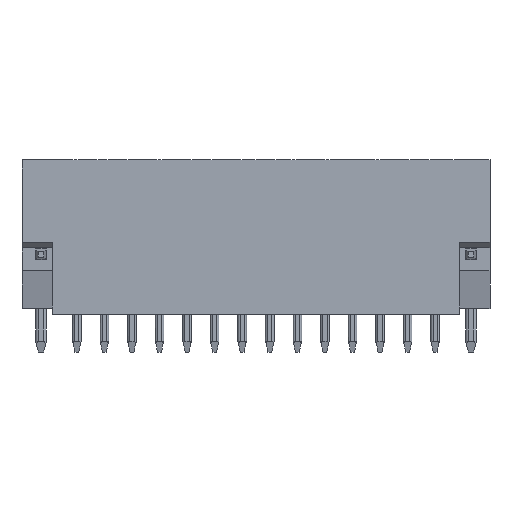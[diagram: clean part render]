
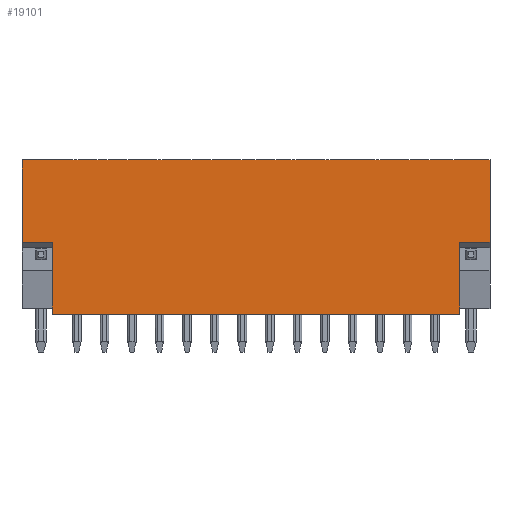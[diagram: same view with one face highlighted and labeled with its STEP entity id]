
A CAD part, left-side view. The second image highlights one B-rep face of the part: STEP entity #19101.
In plain terms, the highlighted planar face has unit normal (-1, 0, 0).
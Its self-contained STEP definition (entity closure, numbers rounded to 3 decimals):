
#558=DIRECTION('',(0.,0.,-1.));
#559=VECTOR('',#558,7.6);
#560=CARTESIAN_POINT('',(-5.25,-38.07,7.1));
#561=LINE('',#560,#559);
#602=DIRECTION('',(0.,0.,1.));
#603=VECTOR('',#602,6.6);
#604=CARTESIAN_POINT('',(-5.25,-35.27,-7.1));
#605=LINE('',#604,#603);
#794=DIRECTION('',(0.,-1.,0.));
#795=VECTOR('',#794,2.8);
#796=CARTESIAN_POINT('',(-5.25,-35.27,-0.5));
#797=LINE('',#796,#795);
#798=DIRECTION('',(0.,-1.,0.));
#799=VECTOR('',#798,2.8);
#800=CARTESIAN_POINT('',(-5.25,5.05,-0.5));
#801=LINE('',#800,#799);
#1250=DIRECTION('',(0.,-1.,0.));
#1251=VECTOR('',#1250,37.52);
#1252=CARTESIAN_POINT('',(-5.25,2.25,-7.1));
#1253=LINE('',#1252,#1251);
#11358=DIRECTION('',(0.,1.,0.));
#11359=VECTOR('',#11358,43.12);
#11360=CARTESIAN_POINT('',(-5.25,-38.07,7.1));
#11361=LINE('',#11360,#11359);
#11847=DIRECTION('',(0.,0.,1.));
#11848=VECTOR('',#11847,7.6);
#11849=CARTESIAN_POINT('',(-5.25,5.05,-0.5));
#11850=LINE('',#11849,#11848);
#11863=DIRECTION('',(0.,0.,-1.));
#11864=VECTOR('',#11863,6.6);
#11865=CARTESIAN_POINT('',(-5.25,2.25,-0.5));
#11866=LINE('',#11865,#11864);
#14493=CARTESIAN_POINT('',(-5.25,-38.07,7.1));
#14494=CARTESIAN_POINT('',(-5.25,5.05,7.1));
#14495=VERTEX_POINT('',#14493);
#14496=VERTEX_POINT('',#14494);
#14557=CARTESIAN_POINT('',(-5.25,2.25,-7.1));
#14558=CARTESIAN_POINT('',(-5.25,-35.27,-7.1));
#14559=VERTEX_POINT('',#14557);
#14560=VERTEX_POINT('',#14558);
#14593=CARTESIAN_POINT('',(-5.25,-38.07,-0.5));
#14595=VERTEX_POINT('',#14593);
#14599=CARTESIAN_POINT('',(-5.25,-35.27,-0.5));
#14600=VERTEX_POINT('',#14599);
#14605=CARTESIAN_POINT('',(-5.25,5.05,-0.5));
#14606=VERTEX_POINT('',#14605);
#14607=CARTESIAN_POINT('',(-5.25,2.25,-0.5));
#14608=VERTEX_POINT('',#14607);
#19081=CARTESIAN_POINT('',(-5.25,-34.29,-7.1));
#19082=DIRECTION('',(-1.,0.,0.));
#19083=DIRECTION('',(0.,0.,1.));
#19084=AXIS2_PLACEMENT_3D('',#19081,#19082,#19083);
#19085=PLANE('',#19084);
#19086=ORIENTED_EDGE('',*,*,#19076,.F.);
#19087=ORIENTED_EDGE('',*,*,#18764,.F.);
#19089=ORIENTED_EDGE('',*,*,#19088,.F.);
#19091=ORIENTED_EDGE('',*,*,#19090,.F.);
#19093=ORIENTED_EDGE('',*,*,#19092,.F.);
#19095=ORIENTED_EDGE('',*,*,#19094,.T.);
#19097=ORIENTED_EDGE('',*,*,#19096,.F.);
#19098=ORIENTED_EDGE('',*,*,#18719,.T.);
#19099=EDGE_LOOP('',(#19086,#19087,#19089,#19091,#19093,#19095,#19097,#19098));
#19100=FACE_OUTER_BOUND('',#19099,.F.);
#19101=ADVANCED_FACE('',(#19100),#19085,.T.);
#18719=EDGE_CURVE('',#14495,#14595,#561,.T.);
#18764=EDGE_CURVE('',#14560,#14600,#605,.T.);
#19076=EDGE_CURVE('',#14600,#14595,#797,.T.);
#19088=EDGE_CURVE('',#14559,#14560,#1253,.T.);
#19090=EDGE_CURVE('',#14608,#14559,#11866,.T.);
#19092=EDGE_CURVE('',#14606,#14608,#801,.T.);
#19094=EDGE_CURVE('',#14606,#14496,#11850,.T.);
#19096=EDGE_CURVE('',#14495,#14496,#11361,.T.);
